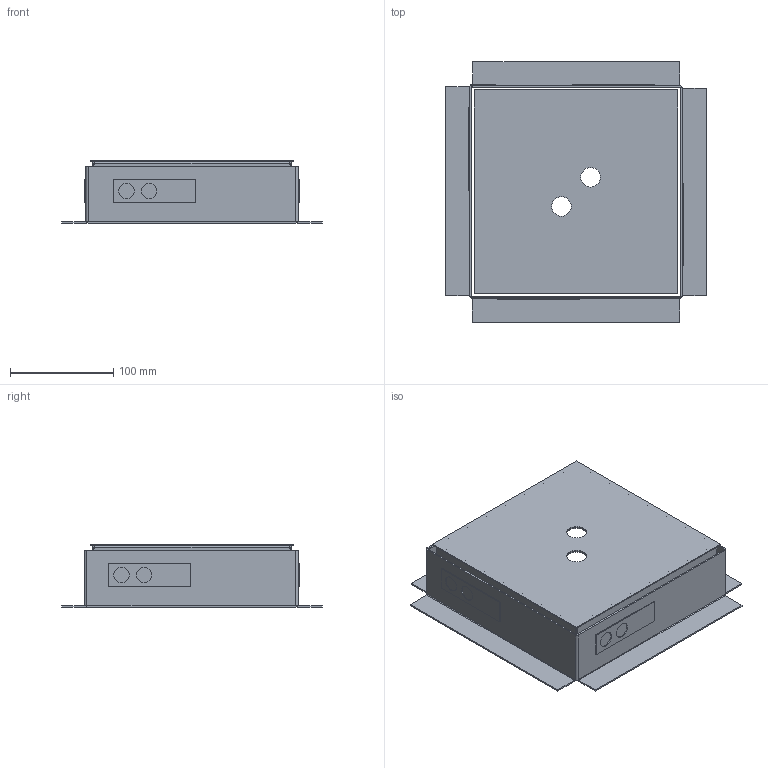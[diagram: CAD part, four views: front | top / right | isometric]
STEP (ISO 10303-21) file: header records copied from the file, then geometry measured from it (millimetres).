
FILE_DESCRIPTION (( 'STEP AP214' ), '1' );
FILE_NAME ('7404380_KSTP1.stp', '2018-06-28T13:56:02', ( '' ), ( '' ), 'SwSTEP 2.0', 'SolidWorks 2016', '' );
FILE_SCHEMA (( 'AUTOMOTIVE_DESIGN' ));
Length unit declared in the file: millimetre
Products named in the file (7): 7404380_KSTP1; 121654_Standard; 121652_Standard; 121653_Standard; 121656_Standard; 081522_Standard; 121655_Standard
Assembly tree (9 placements, depth 3):
  7404380_KSTP1
    121656_Standard
      121655_Standard
      081522_Standard  x4
    121654_Standard
      121653_Standard
      121652_Standard
Bounding box: 253 x 253 x 61 mm (x, y, z)
Volume: 206060.6 mm3; surface area: 326200.3 mm2
Topology: 7 solids, 7 shells, 202 faces, 475 edges, 287 vertices
Faces by surface type: plane 154, cylinder 48
Entity records: 5072 total; most frequent: DIRECTION 854, CARTESIAN_POINT 828, ORIENTED_EDGE 806, EDGE_CURVE 403, VECTOR 324, LINE 324, AXIS2_PLACEMENT_3D 265, VERTEX_POINT 239
